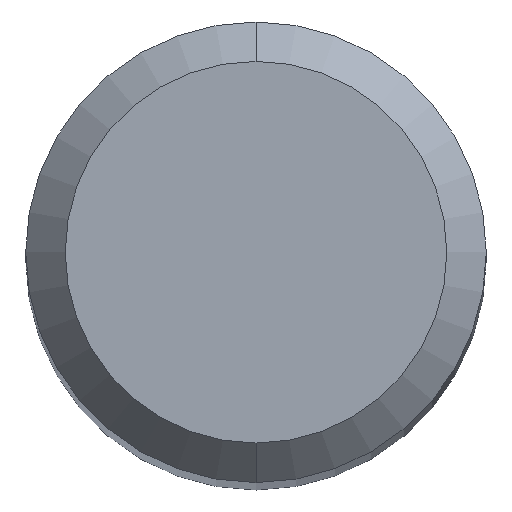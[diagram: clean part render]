
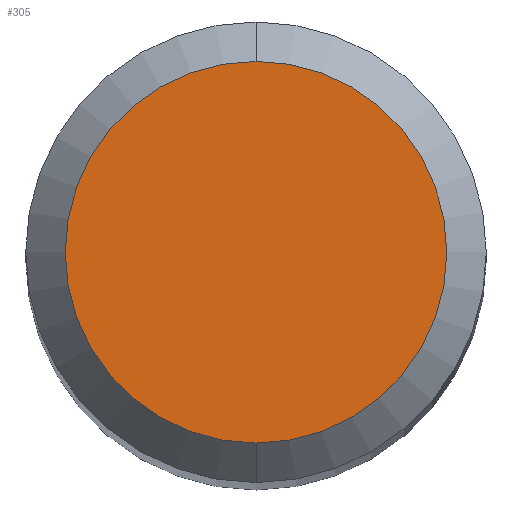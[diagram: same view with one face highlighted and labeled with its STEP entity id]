
A CAD part, top view. The second image highlights one B-rep face of the part: STEP entity #305.
In plain terms, the highlighted planar face has unit normal (0, 0, 1).
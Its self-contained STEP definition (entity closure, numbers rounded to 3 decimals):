
#153=EDGE_CURVE('',#239,#163,#385,.T.);
#163=VERTEX_POINT('',#397);
#239=VERTEX_POINT('',#483);
#305=ADVANCED_FACE('',(#557),#558,.T.);
#307=EDGE_CURVE('',#163,#239,#560,.T.);
#385=CIRCLE('',#643,1.45);
#397=CARTESIAN_POINT('',(0.0,1.45,0.0));
#483=CARTESIAN_POINT('',(0.,-1.45,0.0));
#557=FACE_OUTER_BOUND('',#866,.T.);
#558=PLANE('',#867);
#560=CIRCLE('',#870,1.45);
#643=AXIS2_PLACEMENT_3D('',#947,#948,#949);
#866=EDGE_LOOP('',(#1178,#1179));
#867=AXIS2_PLACEMENT_3D('',#1180,#1181,#1182);
#870=AXIS2_PLACEMENT_3D('',#1183,#1184,#1185);
#947=CARTESIAN_POINT('',(0.0,0.0,0.0));
#948=DIRECTION('',(0.0,0.0,-1.0));
#949=DIRECTION('',(0.0,1.0,0.0));
#1178=ORIENTED_EDGE('',*,*,#307,.F.);
#1179=ORIENTED_EDGE('',*,*,#153,.F.);
#1180=CARTESIAN_POINT('',(0.0,0.725,0.0));
#1181=DIRECTION('',(-0.0,0.0,1.0));
#1182=DIRECTION('',(0.0,-1.0,0.0));
#1183=CARTESIAN_POINT('',(0.0,0.0,0.0));
#1184=DIRECTION('',(0.0,0.0,-1.0));
#1185=DIRECTION('',(0.0,1.0,0.0));
